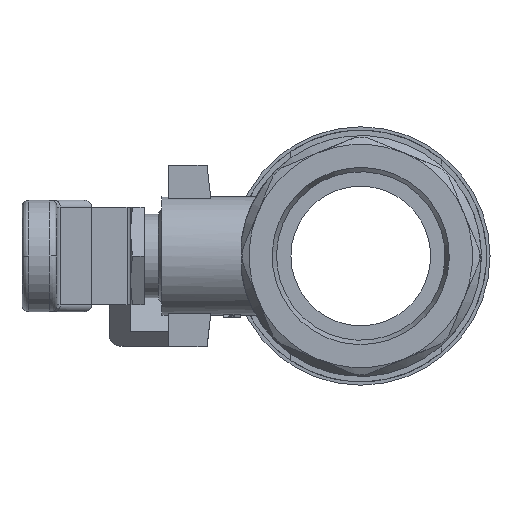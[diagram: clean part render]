
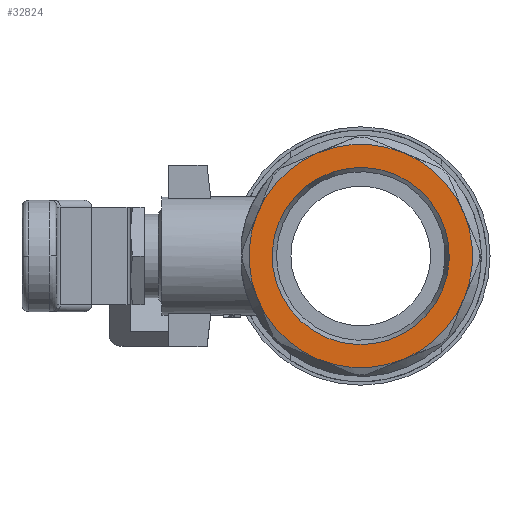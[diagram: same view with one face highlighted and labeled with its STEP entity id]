
A CAD part, left-side view. The second image highlights one B-rep face of the part: STEP entity #32824.
In plain terms, the highlighted planar face has unit normal (-1, 0, 0).
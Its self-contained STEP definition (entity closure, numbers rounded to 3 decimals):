
#1484=CIRCLE('',#46504,16.);
#1504=CIRCLE('',#46543,16.);
#1512=CIRCLE('',#46557,12.68);
#1513=CIRCLE('',#46559,16.);
#1514=CIRCLE('',#46560,16.);
#1515=CIRCLE('',#46561,16.);
#1516=CIRCLE('',#46562,16.);
#1517=CIRCLE('',#46563,16.);
#1518=CIRCLE('',#46564,16.);
#2485=ORIENTED_EDGE('',*,*,#12063,.F.);
#2486=ORIENTED_EDGE('',*,*,#12064,.F.);
#2487=ORIENTED_EDGE('',*,*,#12051,.F.);
#2488=ORIENTED_EDGE('',*,*,#12001,.F.);
#2489=ORIENTED_EDGE('',*,*,#12065,.F.);
#2490=ORIENTED_EDGE('',*,*,#12066,.F.);
#2491=ORIENTED_EDGE('',*,*,#12067,.F.);
#2492=ORIENTED_EDGE('',*,*,#12068,.F.);
#2493=ORIENTED_EDGE('',*,*,#12062,.F.);
#12001=EDGE_CURVE('',#16868,#16870,#1484,.T.);
#12051=EDGE_CURVE('',#16870,#16899,#1504,.T.);
#12062=EDGE_CURVE('',#16909,#16909,#1512,.T.);
#12063=EDGE_CURVE('',#16910,#16911,#1513,.T.);
#12064=EDGE_CURVE('',#16899,#16910,#1514,.T.);
#12065=EDGE_CURVE('',#16912,#16868,#1515,.T.);
#12066=EDGE_CURVE('',#16913,#16912,#1516,.T.);
#12067=EDGE_CURVE('',#16914,#16913,#1517,.T.);
#12068=EDGE_CURVE('',#16911,#16914,#1518,.T.);
#16868=VERTEX_POINT('',#62291);
#16870=VERTEX_POINT('',#62294);
#16899=VERTEX_POINT('',#62536);
#16909=VERTEX_POINT('',#62587);
#16910=VERTEX_POINT('',#62590);
#16911=VERTEX_POINT('',#62591);
#16912=VERTEX_POINT('',#62594);
#16913=VERTEX_POINT('',#62596);
#16914=VERTEX_POINT('',#62598);
#27280=EDGE_LOOP('',(#2485,#2486,#2487,#2488,#2489,#2490,#2491,#2492));
#27281=EDGE_LOOP('',(#2493));
#29266=FACE_BOUND('',#27280,.T.);
#29267=FACE_BOUND('',#27281,.T.);
#31102=PLANE('',#46558);
#32824=ADVANCED_FACE('',(#29266,#29267),#31102,.F.);
#46504=AXIS2_PLACEMENT_3D('',#62293,#50053,#50054);
#46543=AXIS2_PLACEMENT_3D('',#62535,#50155,#50156);
#46557=AXIS2_PLACEMENT_3D('',#62586,#50185,#50186);
#46558=AXIS2_PLACEMENT_3D('',#62588,#50187,#50188);
#46559=AXIS2_PLACEMENT_3D('',#62589,#50189,#50190);
#46560=AXIS2_PLACEMENT_3D('',#62592,#50191,#50192);
#46561=AXIS2_PLACEMENT_3D('',#62593,#50193,#50194);
#46562=AXIS2_PLACEMENT_3D('',#62595,#50195,#50196);
#46563=AXIS2_PLACEMENT_3D('',#62597,#50197,#50198);
#46564=AXIS2_PLACEMENT_3D('',#62599,#50199,#50200);
#50053=DIRECTION('',(1.,0.,0.));
#50054=DIRECTION('',(0.,-0.924,-0.383));
#50155=DIRECTION('',(1.,0.,0.));
#50156=DIRECTION('',(0.,-0.924,-0.383));
#50185=DIRECTION('',(-1.,0.,0.));
#50186=DIRECTION('',(0.,0.924,0.383));
#50187=DIRECTION('',(1.,0.,0.));
#50188=DIRECTION('',(0.,1.,0.));
#50189=DIRECTION('',(1.,0.,0.));
#50190=DIRECTION('',(0.,-0.924,-0.383));
#50191=DIRECTION('',(1.,0.,0.));
#50192=DIRECTION('',(0.,-0.924,-0.383));
#50193=DIRECTION('',(1.,0.,0.));
#50194=DIRECTION('',(0.,-0.924,-0.383));
#50195=DIRECTION('',(1.,0.,0.));
#50196=DIRECTION('',(0.,-0.924,-0.383));
#50197=DIRECTION('',(1.,0.,0.));
#50198=DIRECTION('',(0.,-0.924,-0.383));
#50199=DIRECTION('',(1.,0.,0.));
#50200=DIRECTION('',(0.,-0.924,-0.383));
#62291=CARTESIAN_POINT('',(-34.75,14.782,6.123));
#62293=CARTESIAN_POINT('',(-34.75,0.,0.));
#62294=CARTESIAN_POINT('',(-34.75,6.123,14.782));
#62535=CARTESIAN_POINT('',(-34.75,0.,0.));
#62536=CARTESIAN_POINT('',(-34.75,-6.123,14.782));
#62586=CARTESIAN_POINT('',(-34.75,0.,0.));
#62587=CARTESIAN_POINT('',(-34.75,11.715,4.852));
#62588=CARTESIAN_POINT('',(-34.75,-7.853,-3.253));
#62589=CARTESIAN_POINT('',(-34.75,0.,0.));
#62590=CARTESIAN_POINT('',(-34.75,-14.782,6.123));
#62591=CARTESIAN_POINT('',(-34.75,-14.782,-6.123));
#62592=CARTESIAN_POINT('',(-34.75,0.,0.));
#62593=CARTESIAN_POINT('',(-34.75,0.,0.));
#62594=CARTESIAN_POINT('',(-34.75,14.782,-6.123));
#62595=CARTESIAN_POINT('',(-34.75,0.,0.));
#62596=CARTESIAN_POINT('',(-34.75,6.123,-14.782));
#62597=CARTESIAN_POINT('',(-34.75,0.,0.));
#62598=CARTESIAN_POINT('',(-34.75,-6.123,-14.782));
#62599=CARTESIAN_POINT('',(-34.75,0.,0.));
